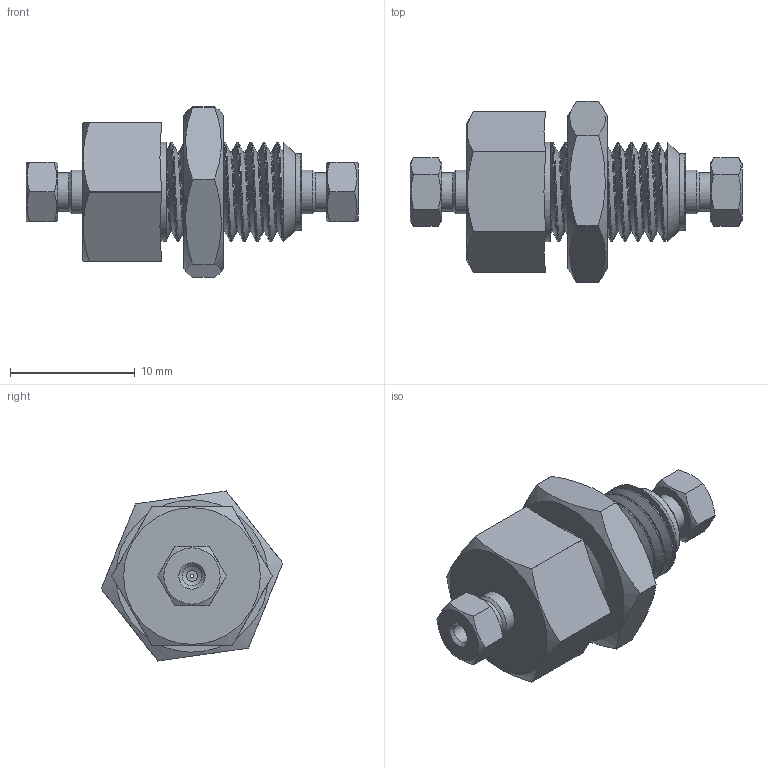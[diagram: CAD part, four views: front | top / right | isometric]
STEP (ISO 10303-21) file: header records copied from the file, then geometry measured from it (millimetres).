
FILE_DESCRIPTION((''),'2;1');
FILE_NAME('305191-ZBU.5 Bulkhead internal union.stp','2013-08-23T14:05:25',('Franzp'),(''),'Autodesk Inventor 2013','Autodesk Inventor 2013','');
FILE_SCHEMA(('AUTOMOTIVE_DESIGN { 1 0 10303 214 1 1 1 1 }'));
Length unit declared in the file: millimetre
Products named in the file (3): 3151a91; 315191; 310537
Assembly tree (2 placements, depth 2):
  3151a91
    315191
    310537
Bounding box: 26.57 x 14.52 x 13.6 mm (x, y, z)
Volume: 304.9 mm3; surface area: 1952 mm2
Topology: 1 solids, 9 shells, 79 faces, 218 edges, 139 vertices
Faces by surface type: plane 36, cone 19, cylinder 17, bspline 6, torus 1
Full cylindrical faces by diameter (mm): 1.575 x2, 3.073 x2, 3.505 x2, 6.1 x1, 6.368 x2, 6.782 x1, 7.938 x1
Entity records: 5909 total; most frequent: CARTESIAN_POINT 4056, DIRECTION 342, ORIENTED_EDGE 306, EDGE_CURVE 178, AXIS2_PLACEMENT_3D 153, VERTEX_POINT 130, EDGE_LOOP 122, FACE_OUTER_BOUND 79
